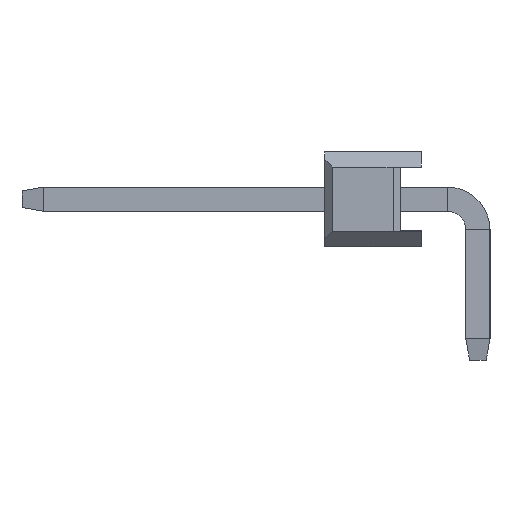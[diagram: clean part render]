
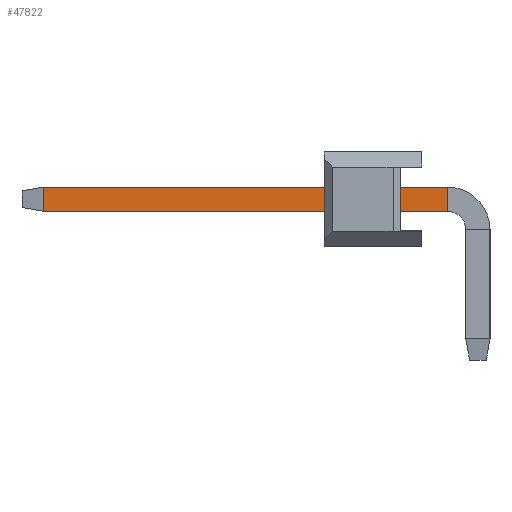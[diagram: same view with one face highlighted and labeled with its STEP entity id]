
A CAD part, left-side view. The second image highlights one B-rep face of the part: STEP entity #47822.
In plain terms, the highlighted planar face has unit normal (-1, 0, 0).
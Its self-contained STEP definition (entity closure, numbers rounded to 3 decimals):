
#1898 = CARTESIAN_POINT ( 'NONE',  ( -89.22, -0.7, 0.32 ) ) ;
#2407 = ORIENTED_EDGE ( 'NONE', *, *, #36614, .T. ) ;
#2883 = DIRECTION ( 'NONE',  ( 0., -1., 0. ) ) ;
#5647 = CARTESIAN_POINT ( 'NONE',  ( -89.22, -0.7, -0.32 ) ) ;
#7112 = ORIENTED_EDGE ( 'NONE', *, *, #35406, .T. ) ;
#9717 = AXIS2_PLACEMENT_3D ( 'NONE', #49931, #14453, #30262 ) ;
#9947 = DIRECTION ( 'NONE',  ( 0., -1., 0. ) ) ;
#13831 = CARTESIAN_POINT ( 'NONE',  ( -89.22, 9.973, 0.32 ) ) ;
#14097 = LINE ( 'NONE', #29896, #21613 ) ;
#14353 = LINE ( 'NONE', #30155, #34846 ) ;
#14453 = DIRECTION ( 'NONE',  ( 1., 0., 0. ) ) ;
#18337 = FACE_OUTER_BOUND ( 'NONE', #38929, .T. ) ;
#21072 = VECTOR ( 'NONE', #2883, 1000. ) ;
#21613 = VECTOR ( 'NONE', #45700, 1000. ) ;
#22547 = LINE ( 'NONE', #38349, #21072 ) ;
#24410 = CARTESIAN_POINT ( 'NONE',  ( -89.22, 9.973, -0.32 ) ) ;
#24924 = VERTEX_POINT ( 'NONE', #24410 ) ;
#26890 = ORIENTED_EDGE ( 'NONE', *, *, #36640, .T. ) ;
#29282 = VECTOR ( 'NONE', #9947, 1000. ) ;
#29615 = LINE ( 'NONE', #45424, #29282 ) ;
#29896 = CARTESIAN_POINT ( 'NONE',  ( -89.22, -0.7, 0.32 ) ) ;
#30155 = CARTESIAN_POINT ( 'NONE',  ( -89.22, 9.973, -0.32 ) ) ;
#30262 = DIRECTION ( 'NONE',  ( 0., 0., -1. ) ) ;
#31367 = VERTEX_POINT ( 'NONE', #5647 ) ;
#33977 = ORIENTED_EDGE ( 'NONE', *, *, #34561, .F. ) ;
#34134 = PLANE ( 'NONE',  #9717 ) ;
#34561 = EDGE_CURVE ( 'NONE', #44953, #45839, #29615, .T. ) ;
#34846 = VECTOR ( 'NONE', #45965, 1000. ) ;
#35406 = EDGE_CURVE ( 'NONE', #24924, #31367, #22547, .T. ) ;
#36614 = EDGE_CURVE ( 'NONE', #31367, #45839, #14097, .T. ) ;
#36640 = EDGE_CURVE ( 'NONE', #44953, #24924, #14353, .T. ) ;
#38349 = CARTESIAN_POINT ( 'NONE',  ( -89.22, 10.54, -0.32 ) ) ;
#38929 = EDGE_LOOP ( 'NONE', ( #33977, #26890, #7112, #2407 ) ) ;
#44953 = VERTEX_POINT ( 'NONE', #13831 ) ;
#45424 = CARTESIAN_POINT ( 'NONE',  ( -89.22, 10.54, 0.32 ) ) ;
#45700 = DIRECTION ( 'NONE',  ( 0., 0., 1. ) ) ;
#45839 = VERTEX_POINT ( 'NONE', #1898 ) ;
#45965 = DIRECTION ( 'NONE',  ( 0., 0., -1. ) ) ;
#47822 = ADVANCED_FACE ( 'NONE', ( #18337 ), #34134, .F. ) ;
#49931 = CARTESIAN_POINT ( 'NONE',  ( -89.22, 10.54, 0.32 ) ) ;
